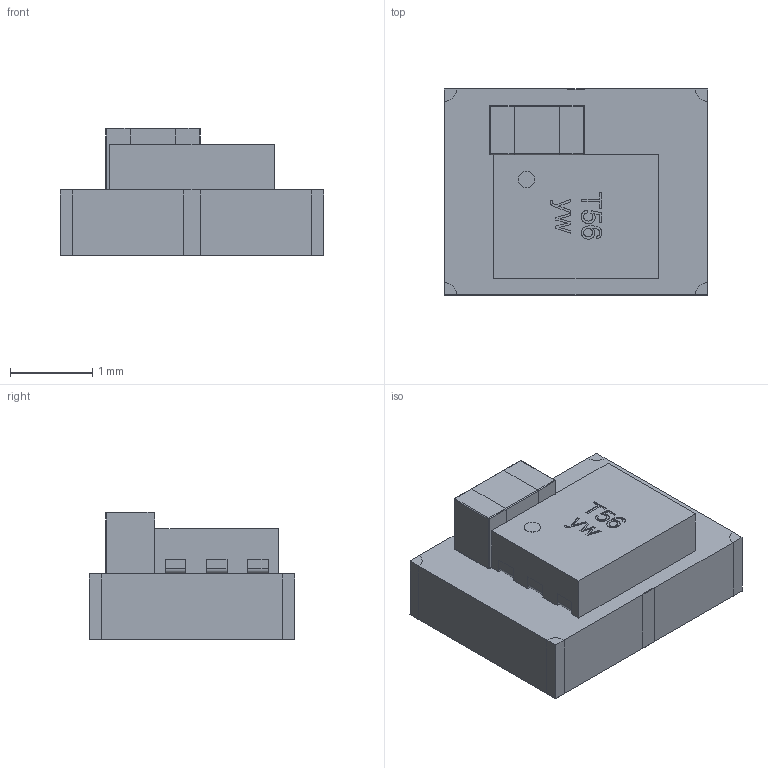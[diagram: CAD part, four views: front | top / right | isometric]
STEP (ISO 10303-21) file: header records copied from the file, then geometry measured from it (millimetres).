
FILE_DESCRIPTION(/* description */ ('760390011'),/* implementation_level */ '2;1');
FILE_NAME(/* name */ '17 1 01 05 02',/* time_stamp */ '2019-04-23T10:43:37+02:00',/* author */ ('Wladimir Jelisarow'),/* organization */ ('WÃ¼rth Elektronik eiSos GmbH & Co. KG'),/* preprocessor_version */ 'ST-DEVELOPER v16.7',/* originating_system */ 'DEX',/* authorisation */ $);
FILE_SCHEMA (('AUTOMOTIVE_DESIGN {1 0 10303 214 3 1 1}'));
Length unit declared in the file: millimetre
Products named in the file (10): 17 1 01 05 02; contacts; substrate; plating; DC-DC regulator; capacitor; Ferrite; Pad
Assembly tree (10 placements, depth 3):
  17 1 01 05 02
    contacts
    substrate
    plating
    DC-DC regulator
      contacts
      substrate
    capacitor
      Ferrite
      Pad  x2
Bounding box: 3.2 x 2.5 x 1.55 mm (x, y, z)
Volume: 8.6 mm3; surface area: 51.6 mm2
Topology: 27 solids, 27 shells, 364 faces, 863 edges, 562 vertices
Faces by surface type: plane 300, cylinder 41, bspline 15, sphere 8
Full cylindrical faces by diameter (mm): 0.2 x1
Entity records: 11686 total; most frequent: CARTESIAN_POINT 2337, ORIENTED_EDGE 1634, DIRECTION 1483, EDGE_CURVE 817, LINE 667, VECTOR 667, VERTEX_POINT 542, AXIS2_PLACEMENT_3D 408
